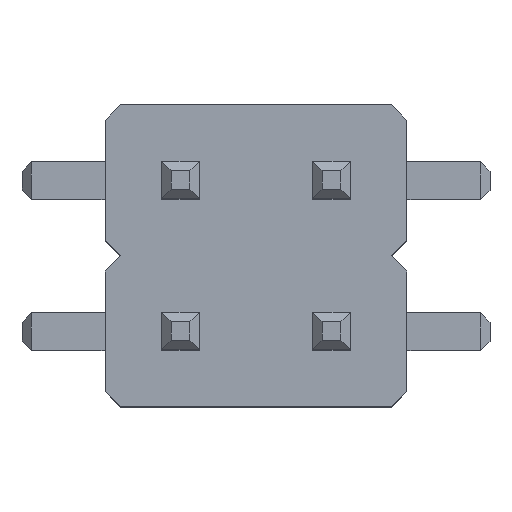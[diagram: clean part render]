
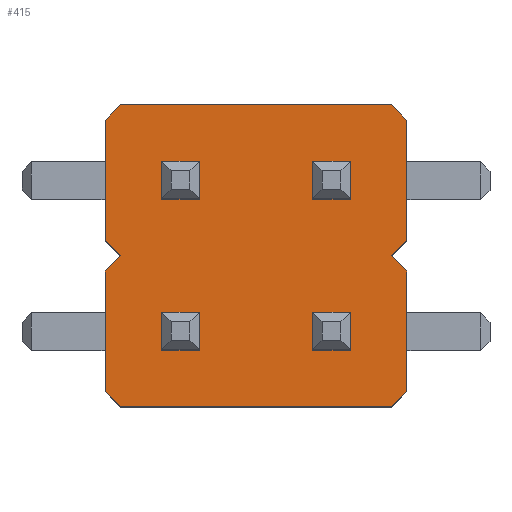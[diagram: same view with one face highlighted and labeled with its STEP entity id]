
A CAD part, top view. The second image highlights one B-rep face of the part: STEP entity #415.
In plain terms, the highlighted planar face has unit normal (0, 0, 1).
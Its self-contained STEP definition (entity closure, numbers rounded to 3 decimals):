
#24 = VERTEX_POINT('',#25);
#25 = CARTESIAN_POINT('',(-1.8,2.,2.));
#31 = EDGE_CURVE('',#24,#32,#34,.T.);
#32 = VERTEX_POINT('',#33);
#33 = CARTESIAN_POINT('',(-2.,1.8,2.));
#34 = LINE('',#35,#36);
#35 = CARTESIAN_POINT('',(-1.8,2.,2.));
#36 = VECTOR('',#37,1.);
#37 = DIRECTION('',(-0.707,-0.707,0.));
#64 = VERTEX_POINT('',#65);
#65 = CARTESIAN_POINT('',(1.8,2.,2.));
#71 = EDGE_CURVE('',#64,#24,#72,.T.);
#72 = LINE('',#73,#74);
#73 = CARTESIAN_POINT('',(1.8,2.,2.));
#74 = VECTOR('',#75,1.);
#75 = DIRECTION('',(-1.,0.,0.));
#93 = EDGE_CURVE('',#32,#94,#96,.T.);
#94 = VERTEX_POINT('',#95);
#95 = CARTESIAN_POINT('',(-2.,0.2,2.));
#96 = LINE('',#97,#98);
#97 = CARTESIAN_POINT('',(-2.,1.8,2.));
#98 = VECTOR('',#99,1.);
#99 = DIRECTION('',(0.,-1.,0.));
#415 = ADVANCED_FACE('',(#416,#507,#541,#575,#609),#643,.F.);
#416 = FACE_BOUND('',#417,.F.);
#417 = EDGE_LOOP('',(#418,#419,#420,#428,#436,#444,#452,#460,#468,#476,
#484,#492,#500,#506));
#418 = ORIENTED_EDGE('',*,*,#31,.F.);
#419 = ORIENTED_EDGE('',*,*,#71,.F.);
#420 = ORIENTED_EDGE('',*,*,#421,.F.);
#421 = EDGE_CURVE('',#422,#64,#424,.T.);
#422 = VERTEX_POINT('',#423);
#423 = CARTESIAN_POINT('',(2.,1.8,2.));
#424 = LINE('',#425,#426);
#425 = CARTESIAN_POINT('',(2.,1.8,2.));
#426 = VECTOR('',#427,1.);
#427 = DIRECTION('',(-0.707,0.707,0.));
#428 = ORIENTED_EDGE('',*,*,#429,.F.);
#429 = EDGE_CURVE('',#430,#422,#432,.T.);
#430 = VERTEX_POINT('',#431);
#431 = CARTESIAN_POINT('',(2.,0.2,2.));
#432 = LINE('',#433,#434);
#433 = CARTESIAN_POINT('',(2.,0.2,2.));
#434 = VECTOR('',#435,1.);
#435 = DIRECTION('',(0.,1.,0.));
#436 = ORIENTED_EDGE('',*,*,#437,.F.);
#437 = EDGE_CURVE('',#438,#430,#440,.T.);
#438 = VERTEX_POINT('',#439);
#439 = CARTESIAN_POINT('',(1.8,0.,2.));
#440 = LINE('',#441,#442);
#441 = CARTESIAN_POINT('',(1.8,0.,2.));
#442 = VECTOR('',#443,1.);
#443 = DIRECTION('',(0.707,0.707,0.));
#444 = ORIENTED_EDGE('',*,*,#445,.F.);
#445 = EDGE_CURVE('',#446,#438,#448,.T.);
#446 = VERTEX_POINT('',#447);
#447 = CARTESIAN_POINT('',(2.,-0.2,2.));
#448 = LINE('',#449,#450);
#449 = CARTESIAN_POINT('',(2.,-0.2,2.));
#450 = VECTOR('',#451,1.);
#451 = DIRECTION('',(-0.707,0.707,0.));
#452 = ORIENTED_EDGE('',*,*,#453,.F.);
#453 = EDGE_CURVE('',#454,#446,#456,.T.);
#454 = VERTEX_POINT('',#455);
#455 = CARTESIAN_POINT('',(2.,-1.8,2.));
#456 = LINE('',#457,#458);
#457 = CARTESIAN_POINT('',(2.,-1.8,2.));
#458 = VECTOR('',#459,1.);
#459 = DIRECTION('',(0.,1.,0.));
#460 = ORIENTED_EDGE('',*,*,#461,.F.);
#461 = EDGE_CURVE('',#462,#454,#464,.T.);
#462 = VERTEX_POINT('',#463);
#463 = CARTESIAN_POINT('',(1.8,-2.,2.));
#464 = LINE('',#465,#466);
#465 = CARTESIAN_POINT('',(1.8,-2.,2.));
#466 = VECTOR('',#467,1.);
#467 = DIRECTION('',(0.707,0.707,0.));
#468 = ORIENTED_EDGE('',*,*,#469,.F.);
#469 = EDGE_CURVE('',#470,#462,#472,.T.);
#470 = VERTEX_POINT('',#471);
#471 = CARTESIAN_POINT('',(-1.8,-2.,2.));
#472 = LINE('',#473,#474);
#473 = CARTESIAN_POINT('',(-1.8,-2.,2.));
#474 = VECTOR('',#475,1.);
#475 = DIRECTION('',(1.,0.,0.));
#476 = ORIENTED_EDGE('',*,*,#477,.F.);
#477 = EDGE_CURVE('',#478,#470,#480,.T.);
#478 = VERTEX_POINT('',#479);
#479 = CARTESIAN_POINT('',(-2.,-1.8,2.));
#480 = LINE('',#481,#482);
#481 = CARTESIAN_POINT('',(-2.,-1.8,2.));
#482 = VECTOR('',#483,1.);
#483 = DIRECTION('',(0.707,-0.707,0.));
#484 = ORIENTED_EDGE('',*,*,#485,.F.);
#485 = EDGE_CURVE('',#486,#478,#488,.T.);
#486 = VERTEX_POINT('',#487);
#487 = CARTESIAN_POINT('',(-2.,-0.2,2.));
#488 = LINE('',#489,#490);
#489 = CARTESIAN_POINT('',(-2.,-0.2,2.));
#490 = VECTOR('',#491,1.);
#491 = DIRECTION('',(0.,-1.,0.));
#492 = ORIENTED_EDGE('',*,*,#493,.F.);
#493 = EDGE_CURVE('',#494,#486,#496,.T.);
#494 = VERTEX_POINT('',#495);
#495 = CARTESIAN_POINT('',(-1.8,0.,2.));
#496 = LINE('',#497,#498);
#497 = CARTESIAN_POINT('',(-1.8,0.,2.));
#498 = VECTOR('',#499,1.);
#499 = DIRECTION('',(-0.707,-0.707,0.));
#500 = ORIENTED_EDGE('',*,*,#501,.F.);
#501 = EDGE_CURVE('',#94,#494,#502,.T.);
#502 = LINE('',#503,#504);
#503 = CARTESIAN_POINT('',(-2.,0.2,2.));
#504 = VECTOR('',#505,1.);
#505 = DIRECTION('',(0.707,-0.707,0.));
#506 = ORIENTED_EDGE('',*,*,#93,.F.);
#507 = FACE_BOUND('',#508,.F.);
#508 = EDGE_LOOP('',(#509,#519,#527,#535));
#509 = ORIENTED_EDGE('',*,*,#510,.F.);
#510 = EDGE_CURVE('',#511,#513,#515,.T.);
#511 = VERTEX_POINT('',#512);
#512 = CARTESIAN_POINT('',(1.25,1.25,2.));
#513 = VERTEX_POINT('',#514);
#514 = CARTESIAN_POINT('',(1.25,0.75,2.));
#515 = LINE('',#516,#517);
#516 = CARTESIAN_POINT('',(1.25,1.625,2.));
#517 = VECTOR('',#518,1.);
#518 = DIRECTION('',(0.,-1.,0.));
#519 = ORIENTED_EDGE('',*,*,#520,.T.);
#520 = EDGE_CURVE('',#511,#521,#523,.T.);
#521 = VERTEX_POINT('',#522);
#522 = CARTESIAN_POINT('',(0.75,1.25,2.));
#523 = LINE('',#524,#525);
#524 = CARTESIAN_POINT('',(-0.525,1.25,2.));
#525 = VECTOR('',#526,1.);
#526 = DIRECTION('',(-1.,-0.,-0.));
#527 = ORIENTED_EDGE('',*,*,#528,.F.);
#528 = EDGE_CURVE('',#529,#521,#531,.T.);
#529 = VERTEX_POINT('',#530);
#530 = CARTESIAN_POINT('',(0.75,0.75,2.));
#531 = LINE('',#532,#533);
#532 = CARTESIAN_POINT('',(0.75,1.625,2.));
#533 = VECTOR('',#534,1.);
#534 = DIRECTION('',(0.,1.,0.));
#535 = ORIENTED_EDGE('',*,*,#536,.F.);
#536 = EDGE_CURVE('',#513,#529,#537,.T.);
#537 = LINE('',#538,#539);
#538 = CARTESIAN_POINT('',(-0.525,0.75,2.));
#539 = VECTOR('',#540,1.);
#540 = DIRECTION('',(-1.,-0.,-0.));
#541 = FACE_BOUND('',#542,.F.);
#542 = EDGE_LOOP('',(#543,#553,#561,#569));
#543 = ORIENTED_EDGE('',*,*,#544,.F.);
#544 = EDGE_CURVE('',#545,#547,#549,.T.);
#545 = VERTEX_POINT('',#546);
#546 = CARTESIAN_POINT('',(1.25,-0.75,2.));
#547 = VERTEX_POINT('',#548);
#548 = CARTESIAN_POINT('',(1.25,-1.25,2.));
#549 = LINE('',#550,#551);
#550 = CARTESIAN_POINT('',(1.25,0.625,2.));
#551 = VECTOR('',#552,1.);
#552 = DIRECTION('',(0.,-1.,0.));
#553 = ORIENTED_EDGE('',*,*,#554,.T.);
#554 = EDGE_CURVE('',#545,#555,#557,.T.);
#555 = VERTEX_POINT('',#556);
#556 = CARTESIAN_POINT('',(0.75,-0.75,2.));
#557 = LINE('',#558,#559);
#558 = CARTESIAN_POINT('',(-0.525,-0.75,2.));
#559 = VECTOR('',#560,1.);
#560 = DIRECTION('',(-1.,-0.,-0.));
#561 = ORIENTED_EDGE('',*,*,#562,.F.);
#562 = EDGE_CURVE('',#563,#555,#565,.T.);
#563 = VERTEX_POINT('',#564);
#564 = CARTESIAN_POINT('',(0.75,-1.25,2.));
#565 = LINE('',#566,#567);
#566 = CARTESIAN_POINT('',(0.75,0.625,2.));
#567 = VECTOR('',#568,1.);
#568 = DIRECTION('',(0.,1.,0.));
#569 = ORIENTED_EDGE('',*,*,#570,.F.);
#570 = EDGE_CURVE('',#547,#563,#571,.T.);
#571 = LINE('',#572,#573);
#572 = CARTESIAN_POINT('',(-0.525,-1.25,2.));
#573 = VECTOR('',#574,1.);
#574 = DIRECTION('',(-1.,-0.,-0.));
#575 = FACE_BOUND('',#576,.F.);
#576 = EDGE_LOOP('',(#577,#587,#595,#603));
#577 = ORIENTED_EDGE('',*,*,#578,.F.);
#578 = EDGE_CURVE('',#579,#581,#583,.T.);
#579 = VERTEX_POINT('',#580);
#580 = CARTESIAN_POINT('',(-1.25,-0.75,2.));
#581 = VERTEX_POINT('',#582);
#582 = CARTESIAN_POINT('',(-0.75,-0.75,2.));
#583 = LINE('',#584,#585);
#584 = CARTESIAN_POINT('',(-1.275,-0.75,2.));
#585 = VECTOR('',#586,1.);
#586 = DIRECTION('',(1.,0.,0.));
#587 = ORIENTED_EDGE('',*,*,#588,.T.);
#588 = EDGE_CURVE('',#579,#589,#591,.T.);
#589 = VERTEX_POINT('',#590);
#590 = CARTESIAN_POINT('',(-1.25,-1.25,2.));
#591 = LINE('',#592,#593);
#592 = CARTESIAN_POINT('',(-1.25,0.625,2.));
#593 = VECTOR('',#594,1.);
#594 = DIRECTION('',(0.,-1.,0.));
#595 = ORIENTED_EDGE('',*,*,#596,.T.);
#596 = EDGE_CURVE('',#589,#597,#599,.T.);
#597 = VERTEX_POINT('',#598);
#598 = CARTESIAN_POINT('',(-0.75,-1.25,2.));
#599 = LINE('',#600,#601);
#600 = CARTESIAN_POINT('',(-1.275,-1.25,2.));
#601 = VECTOR('',#602,1.);
#602 = DIRECTION('',(1.,0.,0.));
#603 = ORIENTED_EDGE('',*,*,#604,.T.);
#604 = EDGE_CURVE('',#597,#581,#605,.T.);
#605 = LINE('',#606,#607);
#606 = CARTESIAN_POINT('',(-0.75,0.625,2.));
#607 = VECTOR('',#608,1.);
#608 = DIRECTION('',(0.,1.,0.));
#609 = FACE_BOUND('',#610,.F.);
#610 = EDGE_LOOP('',(#611,#621,#629,#637));
#611 = ORIENTED_EDGE('',*,*,#612,.F.);
#612 = EDGE_CURVE('',#613,#615,#617,.T.);
#613 = VERTEX_POINT('',#614);
#614 = CARTESIAN_POINT('',(-1.25,1.25,2.));
#615 = VERTEX_POINT('',#616);
#616 = CARTESIAN_POINT('',(-0.75,1.25,2.));
#617 = LINE('',#618,#619);
#618 = CARTESIAN_POINT('',(-1.275,1.25,2.));
#619 = VECTOR('',#620,1.);
#620 = DIRECTION('',(1.,0.,0.));
#621 = ORIENTED_EDGE('',*,*,#622,.T.);
#622 = EDGE_CURVE('',#613,#623,#625,.T.);
#623 = VERTEX_POINT('',#624);
#624 = CARTESIAN_POINT('',(-1.25,0.75,2.));
#625 = LINE('',#626,#627);
#626 = CARTESIAN_POINT('',(-1.25,1.625,2.));
#627 = VECTOR('',#628,1.);
#628 = DIRECTION('',(0.,-1.,0.));
#629 = ORIENTED_EDGE('',*,*,#630,.T.);
#630 = EDGE_CURVE('',#623,#631,#633,.T.);
#631 = VERTEX_POINT('',#632);
#632 = CARTESIAN_POINT('',(-0.75,0.75,2.));
#633 = LINE('',#634,#635);
#634 = CARTESIAN_POINT('',(-1.275,0.75,2.));
#635 = VECTOR('',#636,1.);
#636 = DIRECTION('',(1.,0.,0.));
#637 = ORIENTED_EDGE('',*,*,#638,.T.);
#638 = EDGE_CURVE('',#631,#615,#639,.T.);
#639 = LINE('',#640,#641);
#640 = CARTESIAN_POINT('',(-0.75,1.625,2.));
#641 = VECTOR('',#642,1.);
#642 = DIRECTION('',(0.,1.,0.));
#643 = PLANE('',#644);
#644 = AXIS2_PLACEMENT_3D('',#645,#646,#647);
#645 = CARTESIAN_POINT('',(-1.8,2.,2.));
#646 = DIRECTION('',(0.,0.,-1.));
#647 = DIRECTION('',(-1.,0.,0.));
